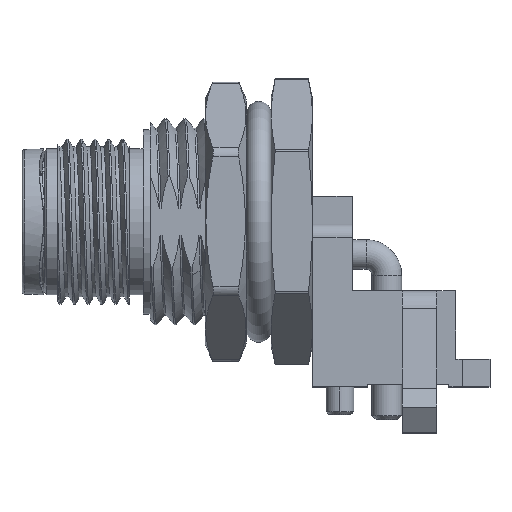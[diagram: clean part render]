
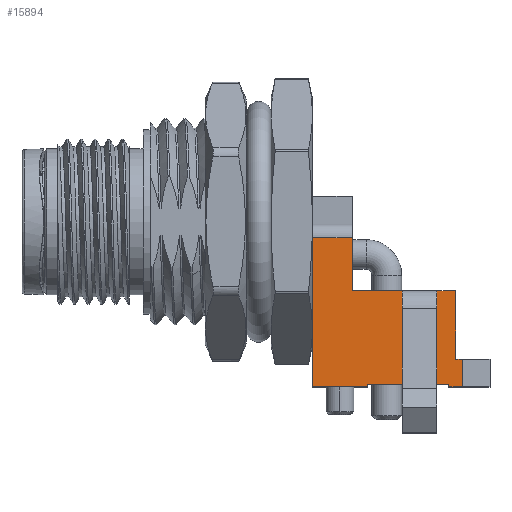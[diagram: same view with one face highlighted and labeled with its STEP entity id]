
A CAD part, top view. The second image highlights one B-rep face of the part: STEP entity #15894.
In plain terms, the highlighted planar face has unit normal (0, 0, 1).
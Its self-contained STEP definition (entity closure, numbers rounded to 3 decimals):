
#170=DIRECTION('',(0.,1.,0.));
#171=VECTOR('',#170,5.712);
#172=CARTESIAN_POINT('',(21.1,-7.47,5.));
#173=LINE('',#172,#171);
#292=DIRECTION('',(0.,1.,0.));
#293=VECTOR('',#292,0.586);
#294=CARTESIAN_POINT('',(21.1,-1.758,5.));
#295=LINE('',#294,#293);
#296=DIRECTION('',(1.,0.,0.));
#297=VECTOR('',#296,2.9);
#298=CARTESIAN_POINT('',(21.1,-1.171,5.));
#299=LINE('',#298,#297);
#300=DIRECTION('',(0.,1.,0.));
#301=VECTOR('',#300,1.9);
#302=CARTESIAN_POINT('',(27.63,-6.9,5.));
#303=LINE('',#302,#301);
#304=DIRECTION('',(1.,0.,0.));
#305=VECTOR('',#304,2.5);
#306=CARTESIAN_POINT('',(27.63,-6.9,5.));
#307=LINE('',#306,#305);
#308=DIRECTION('',(0.,1.,0.));
#309=VECTOR('',#308,1.9);
#310=CARTESIAN_POINT('',(30.13,-6.9,5.));
#311=LINE('',#310,#309);
#312=DIRECTION('',(0.,1.,0.));
#313=VECTOR('',#312,2.);
#314=CARTESIAN_POINT('',(32.,-12.,5.));
#315=LINE('',#314,#313);
#316=DIRECTION('',(-1.,0.,0.));
#317=VECTOR('',#316,0.99);
#318=CARTESIAN_POINT('',(32.,-12.,5.));
#319=LINE('',#318,#317);
#320=DIRECTION('',(0.,1.,0.));
#321=VECTOR('',#320,0.2);
#322=CARTESIAN_POINT('',(31.01,-12.,5.));
#323=LINE('',#322,#321);
#324=DIRECTION('',(-1.,0.,0.));
#325=VECTOR('',#324,5.91);
#326=CARTESIAN_POINT('',(31.01,-11.8,5.));
#327=LINE('',#326,#325);
#328=DIRECTION('',(0.,1.,0.));
#329=VECTOR('',#328,0.2);
#330=CARTESIAN_POINT('',(25.1,-12.,5.));
#331=LINE('',#330,#329);
#332=DIRECTION('',(-1.,0.,0.));
#333=VECTOR('',#332,4.);
#334=CARTESIAN_POINT('',(25.1,-12.,5.));
#335=LINE('',#334,#333);
#336=DIRECTION('',(0.,1.,0.));
#337=VECTOR('',#336,4.53);
#338=CARTESIAN_POINT('',(21.1,-12.,5.));
#339=LINE('',#338,#337);
#381=DIRECTION('',(0.,1.,0.));
#382=VECTOR('',#381,3.829);
#383=CARTESIAN_POINT('',(24.,-5.,5.));
#384=LINE('',#383,#382);
#586=DIRECTION('',(-1.,0.,0.));
#587=VECTOR('',#586,0.5);
#588=CARTESIAN_POINT('',(32.,-10.,5.));
#589=LINE('',#588,#587);
#688=DIRECTION('',(0.,1.,0.));
#689=VECTOR('',#688,5.);
#690=CARTESIAN_POINT('',(31.5,-10.,5.));
#691=LINE('',#690,#689);
#692=DIRECTION('',(1.,0.,0.));
#693=VECTOR('',#692,1.37);
#694=CARTESIAN_POINT('',(30.13,-5.,5.));
#695=LINE('',#694,#693);
#696=DIRECTION('',(1.,0.,0.));
#697=VECTOR('',#696,3.63);
#698=CARTESIAN_POINT('',(24.,-5.,5.));
#699=LINE('',#698,#697);
#15061=CARTESIAN_POINT('',(21.1,-12.,5.));
#15063=VERTEX_POINT('',#15061);
#15084=CARTESIAN_POINT('',(31.5,-5.,5.));
#15086=VERTEX_POINT('',#15084);
#15094=CARTESIAN_POINT('',(31.5,-10.,5.));
#15096=VERTEX_POINT('',#15094);
#15098=CARTESIAN_POINT('',(24.,-5.,5.));
#15100=VERTEX_POINT('',#15098);
#15106=CARTESIAN_POINT('',(32.,-10.,5.));
#15107=VERTEX_POINT('',#15106);
#15124=CARTESIAN_POINT('',(27.63,-6.9,5.));
#15125=CARTESIAN_POINT('',(27.63,-5.,5.));
#15126=VERTEX_POINT('',#15124);
#15127=VERTEX_POINT('',#15125);
#15128=CARTESIAN_POINT('',(30.13,-6.9,5.));
#15129=CARTESIAN_POINT('',(30.13,-5.,5.));
#15130=VERTEX_POINT('',#15128);
#15131=VERTEX_POINT('',#15129);
#15161=CARTESIAN_POINT('',(32.,-12.,5.));
#15163=VERTEX_POINT('',#15161);
#15180=CARTESIAN_POINT('',(24.,-1.171,5.));
#15181=VERTEX_POINT('',#15180);
#15192=CARTESIAN_POINT('',(25.1,-12.,5.));
#15193=VERTEX_POINT('',#15192);
#15194=CARTESIAN_POINT('',(31.01,-11.8,5.));
#15195=CARTESIAN_POINT('',(25.1,-11.8,5.));
#15196=VERTEX_POINT('',#15194);
#15197=VERTEX_POINT('',#15195);
#15198=CARTESIAN_POINT('',(31.01,-12.,5.));
#15199=VERTEX_POINT('',#15198);
#15286=CARTESIAN_POINT('',(21.1,-1.171,5.));
#15287=VERTEX_POINT('',#15286);
#15324=CARTESIAN_POINT('',(21.1,-7.47,5.));
#15325=CARTESIAN_POINT('',(21.1,-1.758,5.));
#15326=VERTEX_POINT('',#15324);
#15327=VERTEX_POINT('',#15325);
#15853=CARTESIAN_POINT('',(21.1,-12.,5.));
#15854=DIRECTION('',(0.,0.,1.));
#15855=DIRECTION('',(0.,1.,0.));
#15856=AXIS2_PLACEMENT_3D('',#15853,#15854,#15855);
#15857=PLANE('',#15856);
#15858=ORIENTED_EDGE('',*,*,#15777,.T.);
#15859=ORIENTED_EDGE('',*,*,#15706,.T.);
#15861=ORIENTED_EDGE('',*,*,#15860,.T.);
#15863=ORIENTED_EDGE('',*,*,#15862,.F.);
#15865=ORIENTED_EDGE('',*,*,#15864,.T.);
#15867=ORIENTED_EDGE('',*,*,#15866,.F.);
#15869=ORIENTED_EDGE('',*,*,#15868,.T.);
#15871=ORIENTED_EDGE('',*,*,#15870,.T.);
#15873=ORIENTED_EDGE('',*,*,#15872,.T.);
#15875=ORIENTED_EDGE('',*,*,#15874,.F.);
#15877=ORIENTED_EDGE('',*,*,#15876,.F.);
#15879=ORIENTED_EDGE('',*,*,#15878,.F.);
#15881=ORIENTED_EDGE('',*,*,#15880,.T.);
#15883=ORIENTED_EDGE('',*,*,#15882,.T.);
#15885=ORIENTED_EDGE('',*,*,#15884,.T.);
#15887=ORIENTED_EDGE('',*,*,#15886,.F.);
#15889=ORIENTED_EDGE('',*,*,#15888,.T.);
#15891=ORIENTED_EDGE('',*,*,#15890,.T.);
#15892=EDGE_LOOP('',(#15858,#15859,#15861,#15863,#15865,#15867,#15869,#15871,
#15873,#15875,#15877,#15879,#15881,#15883,#15885,#15887,#15889,#15891));
#15893=FACE_OUTER_BOUND('',#15892,.F.);
#15894=ADVANCED_FACE('',(#15893),#15857,.T.);
#15706=EDGE_CURVE('',#15327,#15287,#295,.T.);
#15777=EDGE_CURVE('',#15326,#15327,#173,.T.);
#15860=EDGE_CURVE('',#15287,#15181,#299,.T.);
#15862=EDGE_CURVE('',#15100,#15181,#384,.T.);
#15864=EDGE_CURVE('',#15100,#15127,#699,.T.);
#15866=EDGE_CURVE('',#15126,#15127,#303,.T.);
#15868=EDGE_CURVE('',#15126,#15130,#307,.T.);
#15870=EDGE_CURVE('',#15130,#15131,#311,.T.);
#15872=EDGE_CURVE('',#15131,#15086,#695,.T.);
#15874=EDGE_CURVE('',#15096,#15086,#691,.T.);
#15876=EDGE_CURVE('',#15107,#15096,#589,.T.);
#15878=EDGE_CURVE('',#15163,#15107,#315,.T.);
#15880=EDGE_CURVE('',#15163,#15199,#319,.T.);
#15882=EDGE_CURVE('',#15199,#15196,#323,.T.);
#15884=EDGE_CURVE('',#15196,#15197,#327,.T.);
#15886=EDGE_CURVE('',#15193,#15197,#331,.T.);
#15888=EDGE_CURVE('',#15193,#15063,#335,.T.);
#15890=EDGE_CURVE('',#15063,#15326,#339,.T.);
